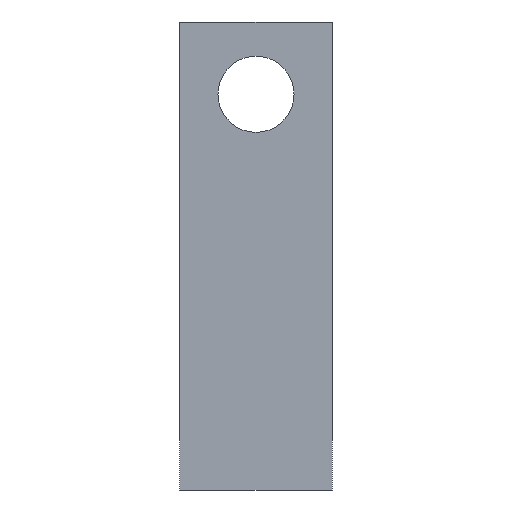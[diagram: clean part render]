
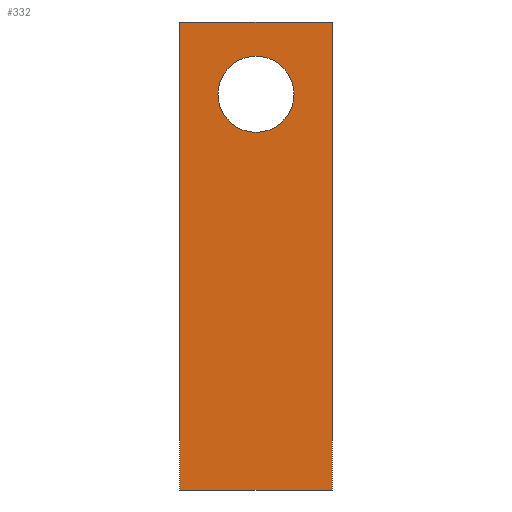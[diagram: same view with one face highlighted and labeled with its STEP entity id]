
A CAD part, left-side view. The second image highlights one B-rep face of the part: STEP entity #332.
In plain terms, the highlighted planar face has unit normal (-1, 0, 0).
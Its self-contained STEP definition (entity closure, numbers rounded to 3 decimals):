
#25 = VECTOR ( 'NONE', #476, 1000. ) ;
#36 = EDGE_CURVE ( 'NONE', #537, #94, #582, .T. ) ;
#39 = LINE ( 'NONE', #293, #25 ) ;
#49 = DIRECTION ( 'NONE',  ( 1., 0., 0. ) ) ;
#71 = DIRECTION ( 'NONE',  ( 0., 0., -1. ) ) ;
#86 = CARTESIAN_POINT ( 'NONE',  ( 0., 0., 1.3 ) ) ;
#87 = AXIS2_PLACEMENT_3D ( 'NONE', #445, #260, #451 ) ;
#94 = VERTEX_POINT ( 'NONE', #202 ) ;
#95 = CARTESIAN_POINT ( 'NONE',  ( 0., 4., 1.3 ) ) ;
#98 = EDGE_LOOP ( 'NONE', ( #177, #218, #309, #517 ) ) ;
#107 = EDGE_CURVE ( 'NONE', #240, #537, #39, .T. ) ;
#113 = DIRECTION ( 'NONE',  ( 1., 0., 0. ) ) ;
#115 = LINE ( 'NONE', #95, #432 ) ;
#119 = CARTESIAN_POINT ( 'NONE',  ( 0., 0., 1.3 ) ) ;
#146 = FACE_OUTER_BOUND ( 'NONE', #98, .T. ) ;
#150 = EDGE_CURVE ( 'NONE', #380, #269, #296, .T. ) ;
#155 = EDGE_LOOP ( 'NONE', ( #270, #242 ) ) ;
#162 = CARTESIAN_POINT ( 'NONE',  ( 0., 2., 11.4 ) ) ;
#166 = CARTESIAN_POINT ( 'NONE',  ( 0., 2., 9.4 ) ) ;
#177 = ORIENTED_EDGE ( 'NONE', *, *, #507, .T. ) ;
#183 = EDGE_CURVE ( 'NONE', #240, #487, #115, .T. ) ;
#202 = CARTESIAN_POINT ( 'NONE',  ( 0., 0., 0. ) ) ;
#218 = ORIENTED_EDGE ( 'NONE', *, *, #36, .F. ) ;
#228 = DIRECTION ( 'NONE',  ( 0., 0., -1. ) ) ;
#240 = VERTEX_POINT ( 'NONE', #345 ) ;
#242 = ORIENTED_EDGE ( 'NONE', *, *, #284, .T. ) ;
#260 = DIRECTION ( 'NONE',  ( 1., 0., 0. ) ) ;
#269 = VERTEX_POINT ( 'NONE', #162 ) ;
#270 = ORIENTED_EDGE ( 'NONE', *, *, #150, .T. ) ;
#284 = EDGE_CURVE ( 'NONE', #269, #380, #581, .T. ) ;
#293 = CARTESIAN_POINT ( 'NONE',  ( 0., 4., 12.3 ) ) ;
#296 = CIRCLE ( 'NONE', #404, 1. ) ;
#309 = ORIENTED_EDGE ( 'NONE', *, *, #107, .F. ) ;
#324 = VECTOR ( 'NONE', #330, 1000. ) ;
#327 = VECTOR ( 'NONE', #228, 1000. ) ;
#330 = DIRECTION ( 'NONE',  ( 0., -1., 0. ) ) ;
#332 = ADVANCED_FACE ( 'NONE', ( #355, #146 ), #357, .F. ) ;
#338 = CARTESIAN_POINT ( 'NONE',  ( 0., 2., 10.4 ) ) ;
#345 = CARTESIAN_POINT ( 'NONE',  ( 0., 4., 12.3 ) ) ;
#355 = FACE_BOUND ( 'NONE', #155, .T. ) ;
#357 = PLANE ( 'NONE',  #499 ) ;
#380 = VERTEX_POINT ( 'NONE', #166 ) ;
#404 = AXIS2_PLACEMENT_3D ( 'NONE', #338, #49, #516 ) ;
#432 = VECTOR ( 'NONE', #480, 1000. ) ;
#445 = CARTESIAN_POINT ( 'NONE',  ( 0., 2., 10.4 ) ) ;
#451 = DIRECTION ( 'NONE',  ( 0., 0., -1. ) ) ;
#452 = CARTESIAN_POINT ( 'NONE',  ( 0., 0., 12.3 ) ) ;
#461 = CARTESIAN_POINT ( 'NONE',  ( 0., 4., 0. ) ) ;
#476 = DIRECTION ( 'NONE',  ( 0., -1., 0. ) ) ;
#480 = DIRECTION ( 'NONE',  ( 0., 0., -1. ) ) ;
#487 = VERTEX_POINT ( 'NONE', #461 ) ;
#499 = AXIS2_PLACEMENT_3D ( 'NONE', #119, #113, #71 ) ;
#507 = EDGE_CURVE ( 'NONE', #487, #94, #566, .T. ) ;
#516 = DIRECTION ( 'NONE',  ( 0., 0., -1. ) ) ;
#517 = ORIENTED_EDGE ( 'NONE', *, *, #183, .T. ) ;
#537 = VERTEX_POINT ( 'NONE', #452 ) ;
#541 = CARTESIAN_POINT ( 'NONE',  ( 0., 0., 0. ) ) ;
#566 = LINE ( 'NONE', #541, #324 ) ;
#581 = CIRCLE ( 'NONE', #87, 1. ) ;
#582 = LINE ( 'NONE', #86, #327 ) ;
